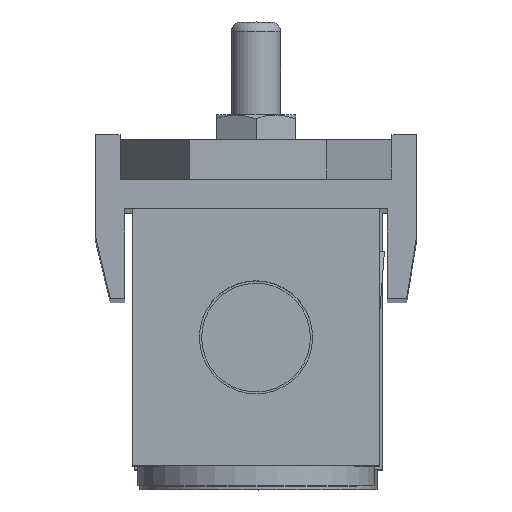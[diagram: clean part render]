
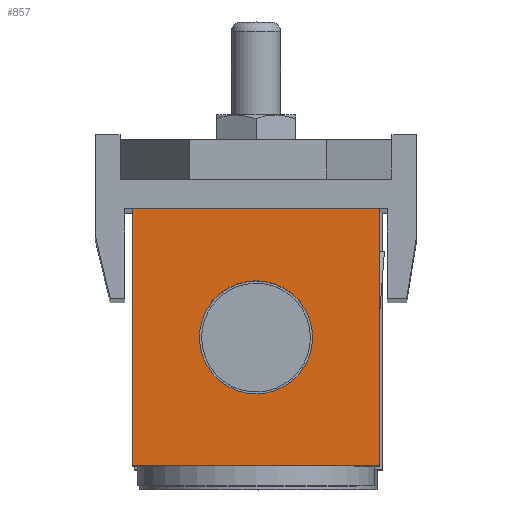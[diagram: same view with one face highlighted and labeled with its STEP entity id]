
A CAD part, top view. The second image highlights one B-rep face of the part: STEP entity #857.
In plain terms, the highlighted face is planar.
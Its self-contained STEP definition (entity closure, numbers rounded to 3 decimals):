
#857 = ADVANCED_FACE( '', ( #1684, #1685 ), #1686, .F. );
#1684 = FACE_BOUND( '', #2540, .T. );
#1685 = FACE_OUTER_BOUND( '', #2541, .T. );
#1686 = PLANE( '', #2542 );
#2540 = EDGE_LOOP( '', ( #4096 ) );
#2541 = EDGE_LOOP( '', ( #4097, #4098, #4099, #4100 ) );
#2542 = AXIS2_PLACEMENT_3D( '', #4101, #4102, #4103 );
#4096 = ORIENTED_EDGE( '', *, *, #5337, .T. );
#4097 = ORIENTED_EDGE( '', *, *, #5338, .T. );
#4098 = ORIENTED_EDGE( '', *, *, #5328, .F. );
#4099 = ORIENTED_EDGE( '', *, *, #5201, .F. );
#4100 = ORIENTED_EDGE( '', *, *, #5331, .T. );
#4101 = CARTESIAN_POINT( '', ( 0., 0., 26. ) );
#4102 = DIRECTION( '', ( 0., 1., 0. ) );
#4103 = DIRECTION( '', ( 0., 0., 1. ) );
#5201 = EDGE_CURVE( '', #6189, #6191, #6192, .T. );
#5328 = EDGE_CURVE( '', #6191, #6346, #6348, .T. );
#5331 = EDGE_CURVE( '', #6189, #6350, #6352, .T. );
#5337 = EDGE_CURVE( '', #6358, #6358, #6359, .T. );
#5338 = EDGE_CURVE( '', #6350, #6346, #6360, .T. );
#6189 = VERTEX_POINT( '', #7501 );
#6191 = VERTEX_POINT( '', #7504 );
#6192 = LINE( '', #7505, #7506 );
#6346 = VERTEX_POINT( '', #7703 );
#6348 = LINE( '', #7706, #7707 );
#6350 = VERTEX_POINT( '', #7709 );
#6352 = LINE( '', #7712, #7713 );
#6358 = VERTEX_POINT( '', #7719 );
#6359 = CIRCLE( '', #7720, 5.723 );
#6360 = LINE( '', #7721, #7722 );
#7501 = CARTESIAN_POINT( '', ( 0., 0., 26. ) );
#7504 = CARTESIAN_POINT( '', ( 25., 0., 26. ) );
#7505 = CARTESIAN_POINT( '', ( 0., 0., 26. ) );
#7506 = VECTOR( '', #8629, 1000. );
#7703 = CARTESIAN_POINT( '', ( 25., 0., 0. ) );
#7706 = CARTESIAN_POINT( '', ( 25., 0., 26. ) );
#7707 = VECTOR( '', #8759, 1000. );
#7709 = CARTESIAN_POINT( '', ( 0., 0., 0. ) );
#7712 = CARTESIAN_POINT( '', ( 0., 0., 26. ) );
#7713 = VECTOR( '', #8761, 1000. );
#7719 = CARTESIAN_POINT( '', ( 12.5, 0., 7.278 ) );
#7720 = AXIS2_PLACEMENT_3D( '', #8765, #8766, #8767 );
#7721 = CARTESIAN_POINT( '', ( 0., 0., 0. ) );
#7722 = VECTOR( '', #8768, 1000. );
#8629 = DIRECTION( '', ( 1., 0., 0. ) );
#8759 = DIRECTION( '', ( 0., 0., -1. ) );
#8761 = DIRECTION( '', ( 0., 0., -1. ) );
#8765 = CARTESIAN_POINT( '', ( 12.5, 0., 13. ) );
#8766 = DIRECTION( '', ( 0., 1., 0. ) );
#8767 = DIRECTION( '', ( 0., 0., -1. ) );
#8768 = DIRECTION( '', ( 1., 0., 0. ) );
